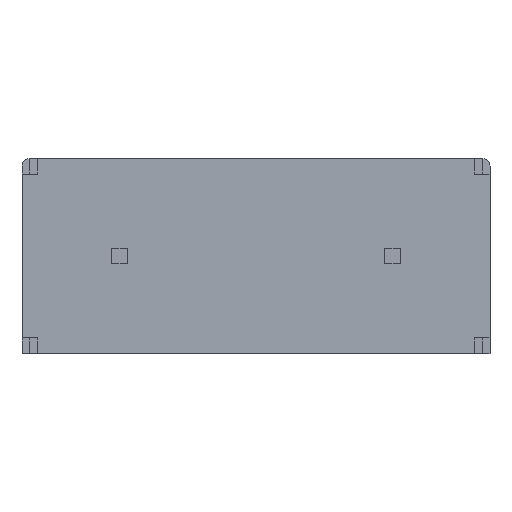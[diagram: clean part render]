
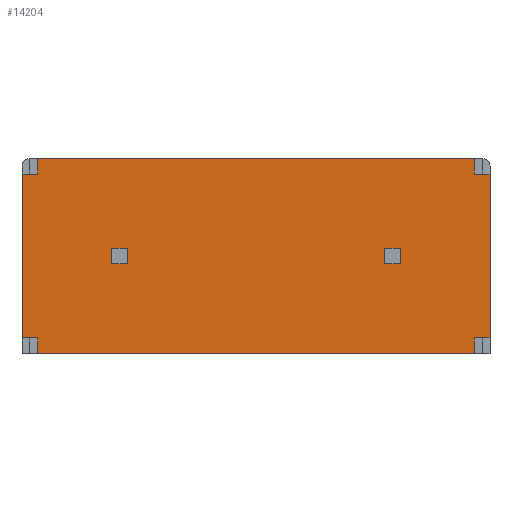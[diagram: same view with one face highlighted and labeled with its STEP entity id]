
A CAD part, front view. The second image highlights one B-rep face of the part: STEP entity #14204.
In plain terms, the highlighted face is planar.
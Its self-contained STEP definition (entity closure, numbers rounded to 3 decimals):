
#692 = LINE ( 'NONE', #4650, #11492 ) ;
#846 = EDGE_CURVE ( 'NONE', #6059, #13380, #9881, .T. ) ;
#950 = CARTESIAN_POINT ( 'NONE',  ( -560., 250., 9. ) ) ;
#1327 = CARTESIAN_POINT ( 'NONE',  ( 560., 210., 9. ) ) ;
#1718 = EDGE_CURVE ( 'NONE', #12183, #5910, #13699, .T. ) ;
#1919 = VECTOR ( 'NONE', #11396, 1000. ) ;
#2317 = DIRECTION ( 'NONE',  ( 0., 0., 1. ) ) ;
#2339 = VERTEX_POINT ( 'NONE', #16361 ) ;
#2393 = CARTESIAN_POINT ( 'NONE',  ( 560., 250., 9. ) ) ;
#2450 = AXIS2_PLACEMENT_3D ( 'NONE', #3584, #2317, #5104 ) ;
#2647 = CARTESIAN_POINT ( 'NONE',  ( -600., -210., 9. ) ) ;
#2663 = CARTESIAN_POINT ( 'NONE',  ( 560., -250., 9. ) ) ;
#2693 = EDGE_CURVE ( 'NONE', #10751, #13380, #12394, .T. ) ;
#2692 = ORIENTED_EDGE ( 'NONE', *, *, #8828, .T. ) ;
#2843 = EDGE_CURVE ( 'NONE', #9294, #7662, #14096, .T. ) ;
#2921 = ORIENTED_EDGE ( 'NONE', *, *, #8324, .F. ) ;
#3181 = ORIENTED_EDGE ( 'NONE', *, *, #8066, .T. ) ;
#3257 = LINE ( 'NONE', #13476, #12381 ) ;
#3350 = ORIENTED_EDGE ( 'NONE', *, *, #2843, .T. ) ;
#3396 = VERTEX_POINT ( 'NONE', #1327 ) ;
#3514 = EDGE_CURVE ( 'NONE', #10751, #12183, #5204, .T. ) ;
#3523 = LINE ( 'NONE', #16273, #1919 ) ;
#3584 = CARTESIAN_POINT ( 'NONE',  ( 0., 0., 9. ) ) ;
#3705 = CARTESIAN_POINT ( 'NONE',  ( -600., -210., 9. ) ) ;
#3909 = ORIENTED_EDGE ( 'NONE', *, *, #9301, .T. ) ;
#4369 = DIRECTION ( 'NONE',  ( -1., 0., 0. ) ) ;
#4509 = CARTESIAN_POINT ( 'NONE',  ( 560., -250., 9. ) ) ;
#4650 = CARTESIAN_POINT ( 'NONE',  ( 560., 250., 9. ) ) ;
#5071 = CARTESIAN_POINT ( 'NONE',  ( 600., 210., 9. ) ) ;
#5104 = DIRECTION ( 'NONE',  ( 1., 0., 0. ) ) ;
#5204 = LINE ( 'NONE', #10368, #14851 ) ;
#5413 = EDGE_CURVE ( 'NONE', #9625, #15502, #15076, .T. ) ;
#5478 = VECTOR ( 'NONE', #7069, 1000. ) ;
#5673 = CARTESIAN_POINT ( 'NONE',  ( -560., -250., 9. ) ) ;
#5786 = ORIENTED_EDGE ( 'NONE', *, *, #12528, .F. ) ;
#5820 = DIRECTION ( 'NONE',  ( 0., -1., 0. ) ) ;
#5833 = VECTOR ( 'NONE', #15567, 1000. ) ;
#5910 = VERTEX_POINT ( 'NONE', #13045 ) ;
#6019 = ORIENTED_EDGE ( 'NONE', *, *, #1718, .T. ) ;
#6059 = VERTEX_POINT ( 'NONE', #10915 ) ;
#6269 = ORIENTED_EDGE ( 'NONE', *, *, #15039, .F. ) ;
#7069 = DIRECTION ( 'NONE',  ( 0., 1., 0. ) ) ;
#7406 = DIRECTION ( 'NONE',  ( 1., 0., 0. ) ) ;
#7468 = FACE_OUTER_BOUND ( 'NONE', #9144, .T. ) ;
#7662 = VERTEX_POINT ( 'NONE', #14117 ) ;
#7763 = DIRECTION ( 'NONE',  ( 0., 1., 0. ) ) ;
#8028 = VECTOR ( 'NONE', #15021, 1000. ) ;
#8066 = EDGE_CURVE ( 'NONE', #15502, #2339, #10444, .T. ) ;
#8324 = EDGE_CURVE ( 'NONE', #11502, #3396, #692, .T. ) ;
#8774 = VECTOR ( 'NONE', #7763, 1000. ) ;
#8803 = LINE ( 'NONE', #5071, #10591 ) ;
#8828 = EDGE_CURVE ( 'NONE', #11502, #6059, #3523, .T. ) ;
#8884 = DIRECTION ( 'NONE',  ( -1., 0., 0. ) ) ;
#9144 = EDGE_LOOP ( 'NONE', ( #2921, #2692, #10953, #11730, #15856, #6019, #6269, #15078, #3181, #5786, #3350, #3909 ) ) ;
#9294 = VERTEX_POINT ( 'NONE', #12665 ) ;
#9301 = EDGE_CURVE ( 'NONE', #7662, #3396, #8803, .T. ) ;
#9625 = VERTEX_POINT ( 'NONE', #5673 ) ;
#9692 = CARTESIAN_POINT ( 'NONE',  ( -600., 210., 9. ) ) ;
#9865 = CARTESIAN_POINT ( 'NONE',  ( -600., 210., 9. ) ) ;
#9881 = LINE ( 'NONE', #950, #8028 ) ;
#10368 = CARTESIAN_POINT ( 'NONE',  ( -600., 210., 9. ) ) ;
#10444 = LINE ( 'NONE', #2663, #5833 ) ;
#10591 = VECTOR ( 'NONE', #8884, 1000. ) ;
#10751 = VERTEX_POINT ( 'NONE', #9865 ) ;
#10881 = LINE ( 'NONE', #14753, #5478 ) ;
#10915 = CARTESIAN_POINT ( 'NONE',  ( -560., 250., 9. ) ) ;
#10953 = ORIENTED_EDGE ( 'NONE', *, *, #846, .T. ) ;
#11396 = DIRECTION ( 'NONE',  ( -1., 0., 0. ) ) ;
#11492 = VECTOR ( 'NONE', #5820, 1000. ) ;
#11502 = VERTEX_POINT ( 'NONE', #2393 ) ;
#11730 = ORIENTED_EDGE ( 'NONE', *, *, #2693, .F. ) ;
#11761 = DIRECTION ( 'NONE',  ( 1., 0., 0. ) ) ;
#11810 = VECTOR ( 'NONE', #16182, 1000. ) ;
#12183 = VERTEX_POINT ( 'NONE', #3705 ) ;
#12381 = VECTOR ( 'NONE', #4369, 1000. ) ;
#12394 = LINE ( 'NONE', #9692, #11810 ) ;
#12528 = EDGE_CURVE ( 'NONE', #9294, #2339, #3257, .T. ) ;
#12665 = CARTESIAN_POINT ( 'NONE',  ( 600., -210., 9. ) ) ;
#13045 = CARTESIAN_POINT ( 'NONE',  ( -560., -210., 9. ) ) ;
#13380 = VERTEX_POINT ( 'NONE', #14933 ) ;
#13476 = CARTESIAN_POINT ( 'NONE',  ( 600., -210., 9. ) ) ;
#13485 = VECTOR ( 'NONE', #11761, 1000. ) ;
#13699 = LINE ( 'NONE', #2647, #13485 ) ;
#14096 = LINE ( 'NONE', #15181, #8774 ) ;
#14117 = CARTESIAN_POINT ( 'NONE',  ( 600., 210., 9. ) ) ;
#14204 = ADVANCED_FACE ( 'NONE', ( #7468 ), #15053, .T. ) ;
#14330 = VECTOR ( 'NONE', #7406, 1000. ) ;
#14753 = CARTESIAN_POINT ( 'NONE',  ( -560., -250., 9. ) ) ;
#14851 = VECTOR ( 'NONE', #15501, 1000. ) ;
#14933 = CARTESIAN_POINT ( 'NONE',  ( -560., 210., 9. ) ) ;
#15021 = DIRECTION ( 'NONE',  ( 0., -1., 0. ) ) ;
#15039 = EDGE_CURVE ( 'NONE', #9625, #5910, #10881, .T. ) ;
#15053 = PLANE ( 'NONE',  #2450 ) ;
#15076 = LINE ( 'NONE', #16170, #14330 ) ;
#15078 = ORIENTED_EDGE ( 'NONE', *, *, #5413, .T. ) ;
#15181 = CARTESIAN_POINT ( 'NONE',  ( 600., -210., 9. ) ) ;
#15501 = DIRECTION ( 'NONE',  ( 0., -1., 0. ) ) ;
#15502 = VERTEX_POINT ( 'NONE', #4509 ) ;
#15567 = DIRECTION ( 'NONE',  ( 0., 1., 0. ) ) ;
#15856 = ORIENTED_EDGE ( 'NONE', *, *, #3514, .T. ) ;
#16170 = CARTESIAN_POINT ( 'NONE',  ( -560., -250., 9. ) ) ;
#16182 = DIRECTION ( 'NONE',  ( 1., 0., 0. ) ) ;
#16273 = CARTESIAN_POINT ( 'NONE',  ( 560., 250., 9. ) ) ;
#16361 = CARTESIAN_POINT ( 'NONE',  ( 560., -210., 9. ) ) ;
